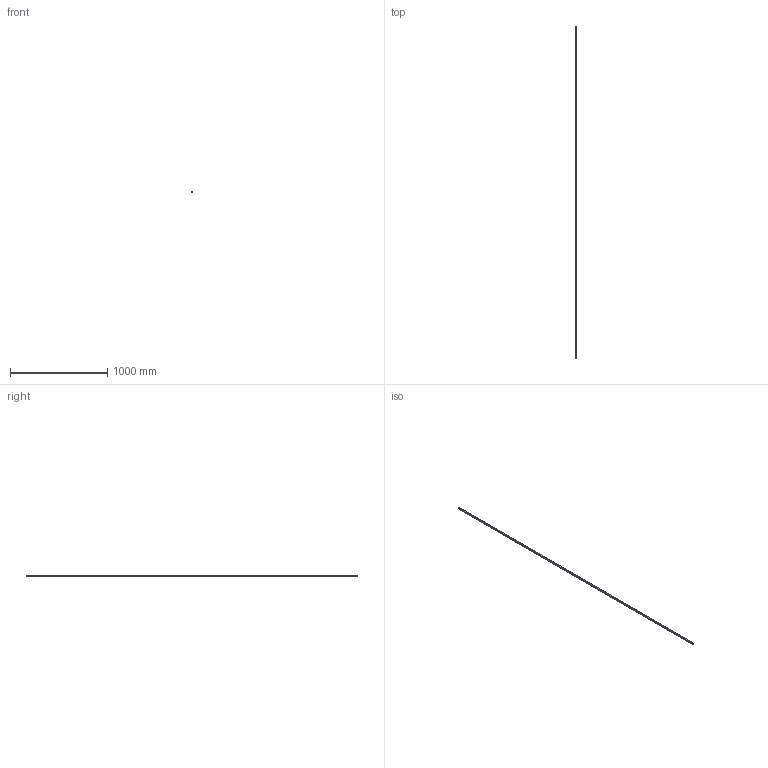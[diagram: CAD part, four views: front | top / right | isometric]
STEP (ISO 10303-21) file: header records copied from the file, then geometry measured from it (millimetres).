
FILE_DESCRIPTION(('STEP AP214'),'1');
FILE_NAME('cctmp_F3CCB984-7314-4C0F-B82F-0CB5510E5C44_2021_02_03_11_11_10_0986..stp','2021-02-03T10:11:11',('HIWIN GmbH'),('CADClick - www.CADClick.com'),'Spatial InterOp 3D',' ','unknown authorization');
FILE_SCHEMA(('AUTOMOTIVE_DESIGN'));
Length unit declared in the file: millimetre
Products named in the file (1): EGR15U3410C_FILE
Bounding box: 15 x 3410 x 12.5 mm (x, y, z)
Volume: 543162.5 mm3; surface area: 207648.8 mm2
Topology: 1 solids, 1 shells, 673 faces, 1659 edges, 1106 vertices
Faces by surface type: cylinder 360, plane 313
Entity records: 25809 total; most frequent: DIRECTION 3955, CARTESIAN_POINT 3439, ORIENTED_EDGE 3318, EDGE_CURVE 1659, AXIS2_PLACEMENT_3D 1622, VERTEX_POINT 1106, EDGE_LOOP 791, CIRCLE 720
